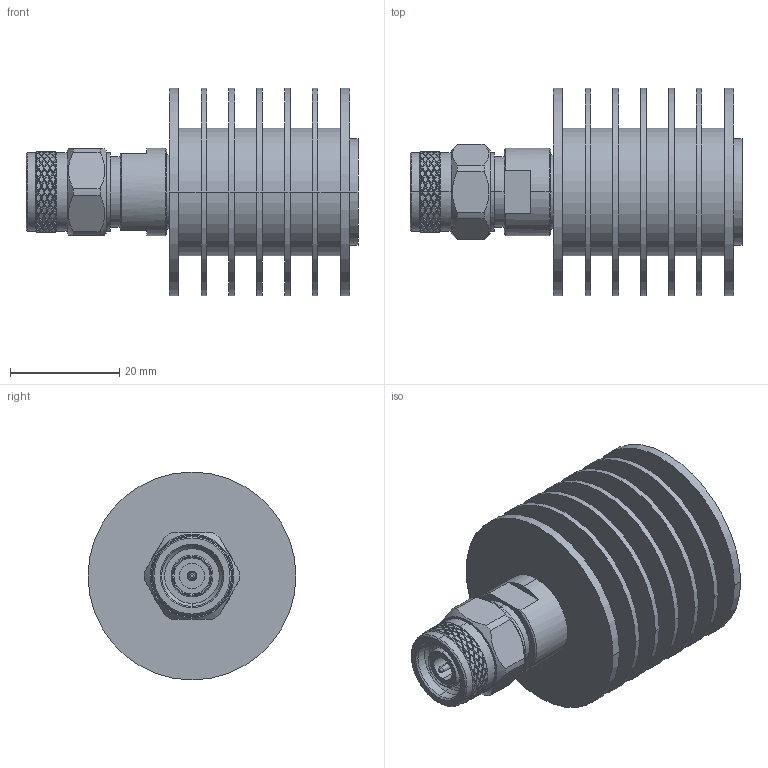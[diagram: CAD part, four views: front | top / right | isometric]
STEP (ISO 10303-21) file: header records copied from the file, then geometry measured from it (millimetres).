
FILE_DESCRIPTION (( 'STEP AP214' ), '1' );
FILE_NAME ('FMTR1140_3D.step', '2023-02-01T19:16:21', ( '' ), ( '' ), 'SwSTEP 2.0', 'SolidWorks 2022', '' );
FILE_SCHEMA (( 'AUTOMOTIVE_DESIGN' ));
Length unit declared in the file: inch
Products named in the file (3): TNC MALE_TF10GH-A; TF10GH-A_TNC_default; FMTR1140_3D
Assembly tree (2 placements, depth 2):
  FMTR1140_3D
    TF10GH-A_TNC_default
    TNC MALE_TF10GH-A
Bounding box: 60.7 x 38 x 38 mm (x, y, z)
Volume: 24872.5 mm3; surface area: 16121.2 mm2
Topology: 2 solids, 2 shells, 1045 faces, 2132 edges, 1115 vertices
Faces by surface type: bspline 640, cylinder 220, cone 145, plane 38, torus 2
Entity records: 34720 total; most frequent: CARTESIAN_POINT 20034, ORIENTED_EDGE 4264, EDGE_CURVE 2132, DIRECTION 1551, VERTEX_POINT 1115, EDGE_LOOP 1069, ADVANCED_FACE 1045, FACE_OUTER_BOUND 1045
